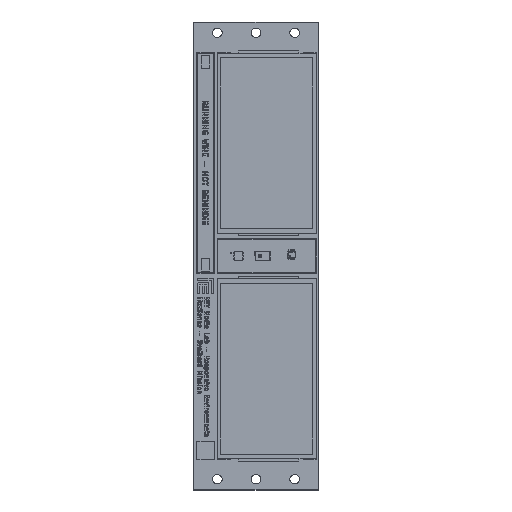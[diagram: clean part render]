
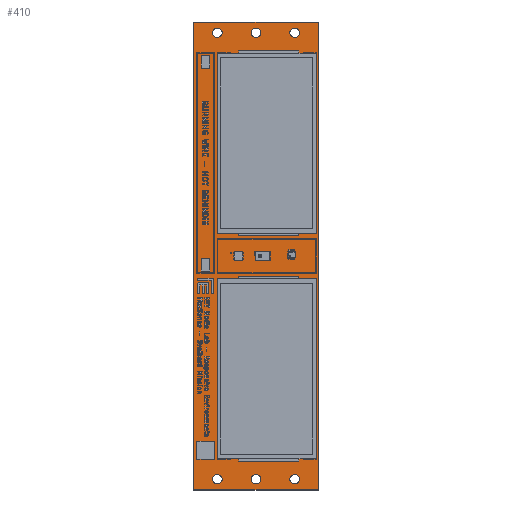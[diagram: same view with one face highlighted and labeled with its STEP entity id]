
A CAD part, top view. The second image highlights one B-rep face of the part: STEP entity #410.
In plain terms, the highlighted planar face has unit normal (0, 0, 1).
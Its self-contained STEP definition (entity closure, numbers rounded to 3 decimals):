
#93 = VERTEX_POINT('',#94);
#94 = CARTESIAN_POINT('',(166.22,-41.218,0.));
#111 = VERTEX_POINT('',#112);
#112 = CARTESIAN_POINT('',(166.22,-150.218,0.));
#118 = EDGE_CURVE('',#93,#111,#119,.T.);
#119 = LINE('',#120,#121);
#120 = CARTESIAN_POINT('',(166.22,-41.218,0.));
#121 = VECTOR('',#122,1.);
#122 = DIRECTION('',(0.,-1.,0.));
#142 = VERTEX_POINT('',#143);
#143 = CARTESIAN_POINT('',(137.22,-41.218,0.));
#149 = EDGE_CURVE('',#93,#142,#150,.T.);
#150 = LINE('',#151,#152);
#151 = CARTESIAN_POINT('',(166.22,-41.218,0.));
#152 = VECTOR('',#153,1.);
#153 = DIRECTION('',(-1.,0.,0.));
#173 = VERTEX_POINT('',#174);
#174 = CARTESIAN_POINT('',(137.22,-150.218,0.));
#180 = EDGE_CURVE('',#111,#173,#181,.T.);
#181 = LINE('',#182,#183);
#182 = CARTESIAN_POINT('',(166.22,-150.218,0.));
#183 = VECTOR('',#184,1.);
#184 = DIRECTION('',(-1.,0.,0.));
#202 = EDGE_CURVE('',#142,#173,#203,.T.);
#203 = LINE('',#204,#205);
#204 = CARTESIAN_POINT('',(137.22,-41.218,0.));
#205 = VECTOR('',#206,1.);
#206 = DIRECTION('',(0.,-1.,0.));
#217 = VERTEX_POINT('',#218);
#218 = CARTESIAN_POINT('',(161.82,-147.718,0.));
#234 = EDGE_CURVE('',#217,#217,#235,.T.);
#235 = CIRCLE('',#236,1.1);
#236 = AXIS2_PLACEMENT_3D('',#237,#238,#239);
#237 = CARTESIAN_POINT('',(160.72,-147.718,0.));
#238 = DIRECTION('',(0.,0.,1.));
#239 = DIRECTION('',(1.,0.,0.));
#250 = VERTEX_POINT('',#251);
#251 = CARTESIAN_POINT('',(152.82,-147.718,0.));
#267 = EDGE_CURVE('',#250,#250,#268,.T.);
#268 = CIRCLE('',#269,1.1);
#269 = AXIS2_PLACEMENT_3D('',#270,#271,#272);
#270 = CARTESIAN_POINT('',(151.72,-147.718,0.));
#271 = DIRECTION('',(0.,0.,1.));
#272 = DIRECTION('',(1.,0.,0.));
#283 = VERTEX_POINT('',#284);
#284 = CARTESIAN_POINT('',(143.82,-147.718,0.));
#300 = EDGE_CURVE('',#283,#283,#301,.T.);
#301 = CIRCLE('',#302,1.1);
#302 = AXIS2_PLACEMENT_3D('',#303,#304,#305);
#303 = CARTESIAN_POINT('',(142.72,-147.718,0.));
#304 = DIRECTION('',(0.,0.,1.));
#305 = DIRECTION('',(1.,0.,0.));
#316 = VERTEX_POINT('',#317);
#317 = CARTESIAN_POINT('',(161.82,-43.718,0.));
#333 = EDGE_CURVE('',#316,#316,#334,.T.);
#334 = CIRCLE('',#335,1.1);
#335 = AXIS2_PLACEMENT_3D('',#336,#337,#338);
#336 = CARTESIAN_POINT('',(160.72,-43.718,0.));
#337 = DIRECTION('',(0.,0.,1.));
#338 = DIRECTION('',(1.,0.,0.));
#349 = VERTEX_POINT('',#350);
#350 = CARTESIAN_POINT('',(152.82,-43.718,0.));
#366 = EDGE_CURVE('',#349,#349,#367,.T.);
#367 = CIRCLE('',#368,1.1);
#368 = AXIS2_PLACEMENT_3D('',#369,#370,#371);
#369 = CARTESIAN_POINT('',(151.72,-43.718,0.));
#370 = DIRECTION('',(0.,0.,1.));
#371 = DIRECTION('',(1.,0.,0.));
#382 = VERTEX_POINT('',#383);
#383 = CARTESIAN_POINT('',(143.82,-43.718,0.));
#399 = EDGE_CURVE('',#382,#382,#400,.T.);
#400 = CIRCLE('',#401,1.1);
#401 = AXIS2_PLACEMENT_3D('',#402,#403,#404);
#402 = CARTESIAN_POINT('',(142.72,-43.718,0.));
#403 = DIRECTION('',(0.,0.,1.));
#404 = DIRECTION('',(1.,0.,0.));
#410 = ADVANCED_FACE('',(#411,#417,#420,#423,#426,#429,#432),#435,.F.);
#411 = FACE_BOUND('',#412,.F.);
#412 = EDGE_LOOP('',(#413,#414,#415,#416));
#413 = ORIENTED_EDGE('',*,*,#118,.T.);
#414 = ORIENTED_EDGE('',*,*,#180,.T.);
#415 = ORIENTED_EDGE('',*,*,#202,.F.);
#416 = ORIENTED_EDGE('',*,*,#149,.F.);
#417 = FACE_BOUND('',#418,.F.);
#418 = EDGE_LOOP('',(#419));
#419 = ORIENTED_EDGE('',*,*,#234,.T.);
#420 = FACE_BOUND('',#421,.F.);
#421 = EDGE_LOOP('',(#422));
#422 = ORIENTED_EDGE('',*,*,#267,.T.);
#423 = FACE_BOUND('',#424,.F.);
#424 = EDGE_LOOP('',(#425));
#425 = ORIENTED_EDGE('',*,*,#300,.T.);
#426 = FACE_BOUND('',#427,.F.);
#427 = EDGE_LOOP('',(#428));
#428 = ORIENTED_EDGE('',*,*,#333,.T.);
#429 = FACE_BOUND('',#430,.F.);
#430 = EDGE_LOOP('',(#431));
#431 = ORIENTED_EDGE('',*,*,#366,.T.);
#432 = FACE_BOUND('',#433,.F.);
#433 = EDGE_LOOP('',(#434));
#434 = ORIENTED_EDGE('',*,*,#399,.T.);
#435 = PLANE('',#436);
#436 = AXIS2_PLACEMENT_3D('',#437,#438,#439);
#437 = CARTESIAN_POINT('',(151.72,-95.718,0.));
#438 = DIRECTION('',(-0.,-0.,-1.));
#439 = DIRECTION('',(-1.,0.,0.));
